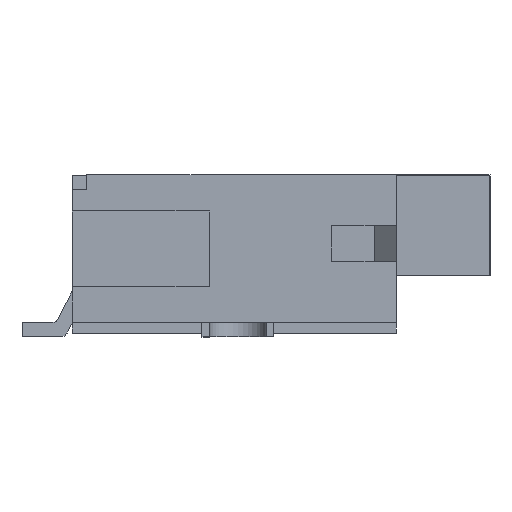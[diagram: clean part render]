
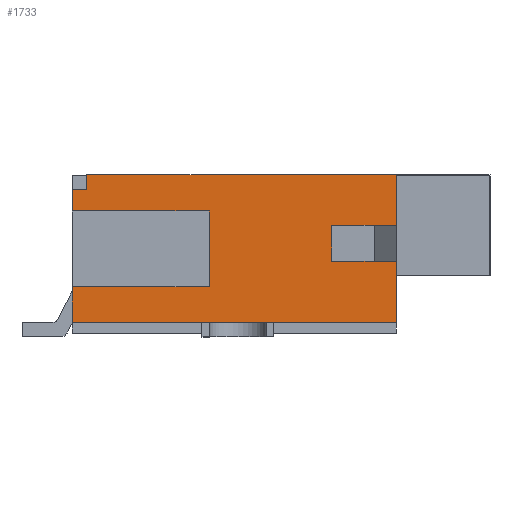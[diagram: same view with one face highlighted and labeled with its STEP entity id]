
A CAD part, left-side view. The second image highlights one B-rep face of the part: STEP entity #1733.
In plain terms, the highlighted planar face has unit normal (-1, 0, 0).
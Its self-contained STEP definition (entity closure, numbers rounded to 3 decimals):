
#1733 = ADVANCED_FACE( '', ( #3405 ), #3406, .T. );
#3405 = FACE_OUTER_BOUND( '', #5168, .T. );
#3406 = PLANE( '', #5169 );
#5168 = EDGE_LOOP( '', ( #9436, #9437, #9438, #9439, #9440, #9441, #9442, #9443, #9444, #9445, #9446, #9447, #9448, #9449 ) );
#5169 = AXIS2_PLACEMENT_3D( '', #9450, #9451, #9452 );
#9436 = ORIENTED_EDGE( '', *, *, #13157, .T. );
#9437 = ORIENTED_EDGE( '', *, *, #13653, .T. );
#9438 = ORIENTED_EDGE( '', *, *, #14476, .T. );
#9439 = ORIENTED_EDGE( '', *, *, #13223, .F. );
#9440 = ORIENTED_EDGE( '', *, *, #13756, .T. );
#9441 = ORIENTED_EDGE( '', *, *, #13457, .T. );
#9442 = ORIENTED_EDGE( '', *, *, #14477, .T. );
#9443 = ORIENTED_EDGE( '', *, *, #14083, .F. );
#9444 = ORIENTED_EDGE( '', *, *, #14478, .T. );
#9445 = ORIENTED_EDGE( '', *, *, #12726, .T. );
#9446 = ORIENTED_EDGE( '', *, *, #14479, .T. );
#9447 = ORIENTED_EDGE( '', *, *, #14480, .T. );
#9448 = ORIENTED_EDGE( '', *, *, #14481, .T. );
#9449 = ORIENTED_EDGE( '', *, *, #14375, .T. );
#9450 = CARTESIAN_POINT( '', ( -12.05, 0., 0. ) );
#9451 = DIRECTION( '', ( -1., 0., 0. ) );
#9452 = DIRECTION( '', ( 0., 0., 1. ) );
#12726 = EDGE_CURVE( '', #15630, #15628, #15631, .T. );
#13157 = EDGE_CURVE( '', #16266, #16388, #16390, .T. );
#13223 = EDGE_CURVE( '', #16498, #16494, #16500, .T. );
#13457 = EDGE_CURVE( '', #16909, #16906, #16910, .T. );
#13653 = EDGE_CURVE( '', #16388, #17216, #17218, .T. );
#13756 = EDGE_CURVE( '', #16498, #16909, #17376, .T. );
#14083 = EDGE_CURVE( '', #17890, #17882, #17892, .T. );
#14375 = EDGE_CURVE( '', #18296, #16266, #18297, .T. );
#14476 = EDGE_CURVE( '', #17216, #16494, #18431, .T. );
#14477 = EDGE_CURVE( '', #16906, #17882, #18432, .T. );
#14478 = EDGE_CURVE( '', #17890, #15630, #18433, .T. );
#14479 = EDGE_CURVE( '', #15628, #18434, #18435, .T. );
#14480 = EDGE_CURVE( '', #18434, #18436, #18437, .T. );
#14481 = EDGE_CURVE( '', #18436, #18296, #18438, .T. );
#15628 = VERTEX_POINT( '', #19892 );
#15630 = VERTEX_POINT( '', #19895 );
#15631 = LINE( '', #19896, #19897 );
#16266 = VERTEX_POINT( '', #20798 );
#16388 = VERTEX_POINT( '', #20990 );
#16390 = LINE( '', #20993, #20994 );
#16494 = VERTEX_POINT( '', #21139 );
#16498 = VERTEX_POINT( '', #21145 );
#16500 = LINE( '', #21148, #21149 );
#16906 = VERTEX_POINT( '', #21760 );
#16909 = VERTEX_POINT( '', #21764 );
#16910 = LINE( '', #21765, #21766 );
#17216 = VERTEX_POINT( '', #22215 );
#17218 = LINE( '', #22218, #22219 );
#17376 = LINE( '', #22448, #22449 );
#17882 = VERTEX_POINT( '', #23214 );
#17890 = VERTEX_POINT( '', #23226 );
#17892 = LINE( '', #23229, #23230 );
#18296 = VERTEX_POINT( '', #23836 );
#18297 = LINE( '', #23837, #23838 );
#18431 = LINE( '', #24032, #24033 );
#18432 = LINE( '', #24034, #24035 );
#18433 = LINE( '', #24036, #24037 );
#18434 = VERTEX_POINT( '', #24038 );
#18435 = LINE( '', #24039, #24040 );
#18436 = VERTEX_POINT( '', #24041 );
#18437 = LINE( '', #24042, #24043 );
#18438 = LINE( '', #24044, #24045 );
#19892 = CARTESIAN_POINT( '', ( -12.05, -1.35, -0.1 ) );
#19895 = CARTESIAN_POINT( '', ( -12.05, -2.25, -0.1 ) );
#19896 = CARTESIAN_POINT( '', ( -12.05, -2.25, -0.1 ) );
#19897 = VECTOR( '', #25533, 1000. );
#20798 = CARTESIAN_POINT( '', ( -12.05, 2.05, 1.1 ) );
#20990 = CARTESIAN_POINT( '', ( -12.05, 2.05, 0.9 ) );
#20993 = CARTESIAN_POINT( '', ( -12.05, 2.05, 0. ) );
#20994 = VECTOR( '', #25970, 1000. );
#21139 = CARTESIAN_POINT( '', ( -12.05, 2.25, 0.6 ) );
#21145 = CARTESIAN_POINT( '', ( -12.05, 0.35, 0.6 ) );
#21148 = CARTESIAN_POINT( '', ( -12.05, 0.35, 0.6 ) );
#21149 = VECTOR( '', #26039, 1000. );
#21760 = CARTESIAN_POINT( '', ( -12.05, 2.25, -0.45 ) );
#21764 = CARTESIAN_POINT( '', ( -12.05, 0.35, -0.45 ) );
#21765 = CARTESIAN_POINT( '', ( -12.05, 0.35, -0.45 ) );
#21766 = VECTOR( '', #26285, 1000. );
#22215 = CARTESIAN_POINT( '', ( -12.05, 2.25, 0.9 ) );
#22218 = CARTESIAN_POINT( '', ( -12.05, 0., 0.9 ) );
#22219 = VECTOR( '', #26460, 1000. );
#22448 = CARTESIAN_POINT( '', ( -12.05, 0.35, 0.6 ) );
#22449 = VECTOR( '', #26559, 1000. );
#23214 = CARTESIAN_POINT( '', ( -12.05, 2.25, -0.95 ) );
#23226 = CARTESIAN_POINT( '', ( -12.05, -2.25, -0.95 ) );
#23229 = CARTESIAN_POINT( '', ( -12.05, -2.25, -0.95 ) );
#23230 = VECTOR( '', #26872, 1000. );
#23836 = CARTESIAN_POINT( '', ( -12.05, -2.25, 1.1 ) );
#23837 = CARTESIAN_POINT( '', ( -12.05, -2.25, 1.1 ) );
#23838 = VECTOR( '', #27126, 1000. );
#24032 = CARTESIAN_POINT( '', ( -12.05, 2.25, 1.1 ) );
#24033 = VECTOR( '', #27220, 1000. );
#24034 = CARTESIAN_POINT( '', ( -12.05, 2.25, 1.1 ) );
#24035 = VECTOR( '', #27221, 1000. );
#24036 = CARTESIAN_POINT( '', ( -12.05, -2.25, -1.1 ) );
#24037 = VECTOR( '', #27222, 1000. );
#24038 = CARTESIAN_POINT( '', ( -12.05, -1.35, 0.4 ) );
#24039 = CARTESIAN_POINT( '', ( -12.05, -1.35, -0.1 ) );
#24040 = VECTOR( '', #27223, 1000. );
#24041 = CARTESIAN_POINT( '', ( -12.05, -2.25, 0.4 ) );
#24042 = CARTESIAN_POINT( '', ( -12.05, -1.35, 0.4 ) );
#24043 = VECTOR( '', #27224, 1000. );
#24044 = CARTESIAN_POINT( '', ( -12.05, -2.25, -1.1 ) );
#24045 = VECTOR( '', #27225, 1000. );
#25533 = DIRECTION( '', ( 0., 1., 0. ) );
#25970 = DIRECTION( '', ( 0., 0., -1. ) );
#26039 = DIRECTION( '', ( 0., 1., 0. ) );
#26285 = DIRECTION( '', ( 0., 1., 0. ) );
#26460 = DIRECTION( '', ( 0., 1., 0. ) );
#26559 = DIRECTION( '', ( 0., 0., -1. ) );
#26872 = DIRECTION( '', ( 0., 1., 0. ) );
#27126 = DIRECTION( '', ( 0., 1., 0. ) );
#27220 = DIRECTION( '', ( 0., 0., -1. ) );
#27221 = DIRECTION( '', ( 0., 0., -1. ) );
#27222 = DIRECTION( '', ( 0., 0., 1. ) );
#27223 = DIRECTION( '', ( 0., 0., 1. ) );
#27224 = DIRECTION( '', ( 0., -1., 0. ) );
#27225 = DIRECTION( '', ( 0., 0., 1. ) );
